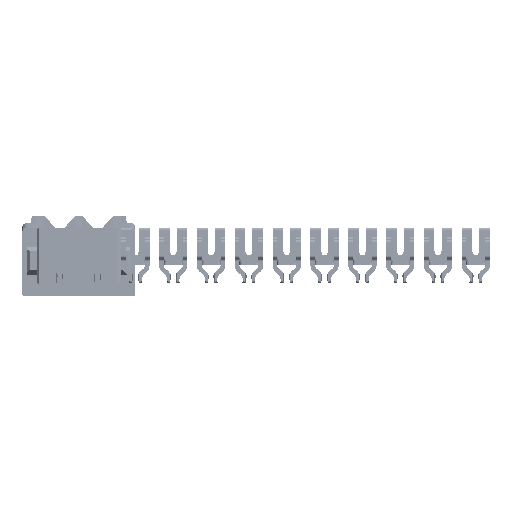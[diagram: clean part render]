
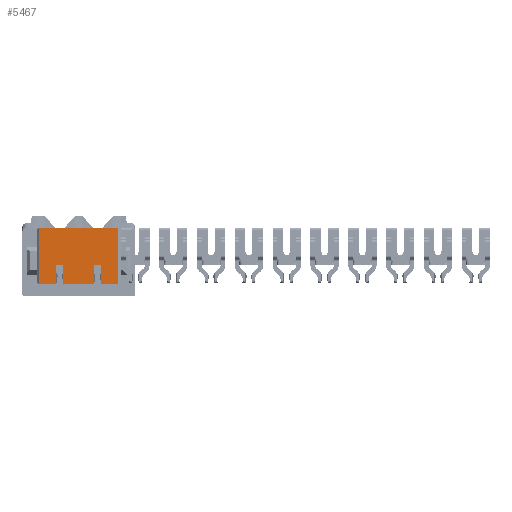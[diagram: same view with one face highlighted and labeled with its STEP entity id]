
A CAD part, front view. The second image highlights one B-rep face of the part: STEP entity #5467.
In plain terms, the highlighted face is planar.
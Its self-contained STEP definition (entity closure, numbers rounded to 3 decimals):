
#255=LINE('',#14533,#876);
#260=LINE('',#14543,#881);
#263=LINE('',#14549,#884);
#483=LINE('',#15041,#1104);
#485=LINE('',#15045,#1106);
#487=LINE('',#15049,#1108);
#489=LINE('',#15053,#1110);
#491=LINE('',#15057,#1112);
#492=LINE('',#15059,#1113);
#493=LINE('',#15061,#1114);
#494=LINE('',#15063,#1115);
#495=LINE('',#15065,#1116);
#876=VECTOR('',#6515,1000.);
#881=VECTOR('',#6524,1000.);
#884=VECTOR('',#6531,1000.);
#1104=VECTOR('',#6981,1000.);
#1106=VECTOR('',#6985,1000.);
#1108=VECTOR('',#6989,1000.);
#1110=VECTOR('',#6993,1000.);
#1112=VECTOR('',#6997,1000.);
#1113=VECTOR('',#7000,1000.);
#1114=VECTOR('',#7003,1000.);
#1115=VECTOR('',#7006,1000.);
#1116=VECTOR('',#7009,1000.);
#2370=ORIENTED_EDGE('',*,*,#3272,.F.);
#2371=ORIENTED_EDGE('',*,*,#3535,.F.);
#2372=ORIENTED_EDGE('',*,*,#3534,.T.);
#2373=ORIENTED_EDGE('',*,*,#3533,.F.);
#2374=ORIENTED_EDGE('',*,*,#3532,.T.);
#2375=ORIENTED_EDGE('',*,*,#3531,.F.);
#2376=ORIENTED_EDGE('',*,*,#3529,.F.);
#2377=ORIENTED_EDGE('',*,*,#3527,.F.);
#2378=ORIENTED_EDGE('',*,*,#3525,.F.);
#2379=ORIENTED_EDGE('',*,*,#3523,.F.);
#2380=ORIENTED_EDGE('',*,*,#3275,.F.);
#2381=ORIENTED_EDGE('',*,*,#3267,.F.);
#3267=EDGE_CURVE('',#4017,#4018,#255,.T.);
#3272=EDGE_CURVE('',#4020,#4017,#260,.T.);
#3275=EDGE_CURVE('',#4018,#4022,#263,.T.);
#3523=EDGE_CURVE('',#4022,#4179,#483,.T.);
#3525=EDGE_CURVE('',#4179,#4180,#485,.T.);
#3527=EDGE_CURVE('',#4180,#4181,#487,.T.);
#3529=EDGE_CURVE('',#4181,#4182,#489,.T.);
#3531=EDGE_CURVE('',#4182,#4104,#491,.T.);
#3532=EDGE_CURVE('',#4176,#4104,#492,.T.);
#3533=EDGE_CURVE('',#4176,#4175,#493,.T.);
#3534=EDGE_CURVE('',#4123,#4175,#494,.T.);
#3535=EDGE_CURVE('',#4123,#4020,#495,.T.);
#4017=VERTEX_POINT('',#14532);
#4018=VERTEX_POINT('',#14534);
#4020=VERTEX_POINT('',#14542);
#4022=VERTEX_POINT('',#14550);
#4104=VERTEX_POINT('',#14769);
#4123=VERTEX_POINT('',#14828);
#4175=VERTEX_POINT('',#15021);
#4176=VERTEX_POINT('',#15025);
#4179=VERTEX_POINT('',#15042);
#4180=VERTEX_POINT('',#15046);
#4181=VERTEX_POINT('',#15050);
#4182=VERTEX_POINT('',#15054);
#4666=EDGE_LOOP('',(#2370,#2371,#2372,#2373,#2374,#2375,#2376,#2377,#2378,
#2379,#2380,#2381));
#4965=FACE_BOUND('',#4666,.T.);
#5224=PLANE('',#5920);
#5467=ADVANCED_FACE('',(#4965),#5224,.T.);
#5920=AXIS2_PLACEMENT_3D('',#15066,#7010,#7011);
#6515=DIRECTION('',(1.,0.,0.));
#6524=DIRECTION('',(0.,0.,1.));
#6531=DIRECTION('',(0.,0.,-1.));
#6981=DIRECTION('',(1.,0.,0.));
#6985=DIRECTION('',(0.,0.,1.));
#6989=DIRECTION('',(1.,0.,0.));
#6993=DIRECTION('',(0.,0.,-1.));
#6997=DIRECTION('',(1.,0.,0.));
#7000=DIRECTION('',(0.,0.,-1.));
#7003=DIRECTION('',(-1.,0.,0.));
#7006=DIRECTION('',(0.,0.,1.));
#7009=DIRECTION('',(1.,0.,0.));
#7010=DIRECTION('',(0.,1.,0.));
#7011=DIRECTION('',(0.,0.,1.));
#14532=CARTESIAN_POINT('',(-0.475,2.9,-0.2));
#14533=CARTESIAN_POINT('',(0.,2.9,-0.2));
#14534=CARTESIAN_POINT('',(-0.325,2.9,-0.2));
#14542=CARTESIAN_POINT('',(-0.475,2.9,-0.6));
#14543=CARTESIAN_POINT('',(-0.475,2.9,-0.6));
#14549=CARTESIAN_POINT('',(-0.325,2.9,-0.2));
#14550=CARTESIAN_POINT('',(-0.325,2.9,-0.6));
#14769=CARTESIAN_POINT('',(0.84,2.9,-0.6));
#14828=CARTESIAN_POINT('',(-0.84,2.9,-0.6));
#15021=CARTESIAN_POINT('',(-0.84,2.9,0.6));
#15025=CARTESIAN_POINT('',(0.84,2.9,0.6));
#15041=CARTESIAN_POINT('',(0.,2.9,-0.6));
#15042=CARTESIAN_POINT('',(0.325,2.9,-0.6));
#15045=CARTESIAN_POINT('',(0.325,2.9,-0.6));
#15046=CARTESIAN_POINT('',(0.325,2.9,-0.2));
#15049=CARTESIAN_POINT('',(0.475,2.9,-0.2));
#15050=CARTESIAN_POINT('',(0.475,2.9,-0.2));
#15053=CARTESIAN_POINT('',(0.475,2.9,-0.2));
#15054=CARTESIAN_POINT('',(0.475,2.9,-0.6));
#15057=CARTESIAN_POINT('',(0.,2.9,-0.6));
#15059=CARTESIAN_POINT('',(0.84,2.9,0.));
#15061=CARTESIAN_POINT('',(0.,2.9,0.6));
#15063=CARTESIAN_POINT('',(-0.84,2.9,0.));
#15065=CARTESIAN_POINT('',(0.,2.9,-0.6));
#15066=CARTESIAN_POINT('',(0.,2.9,0.));
